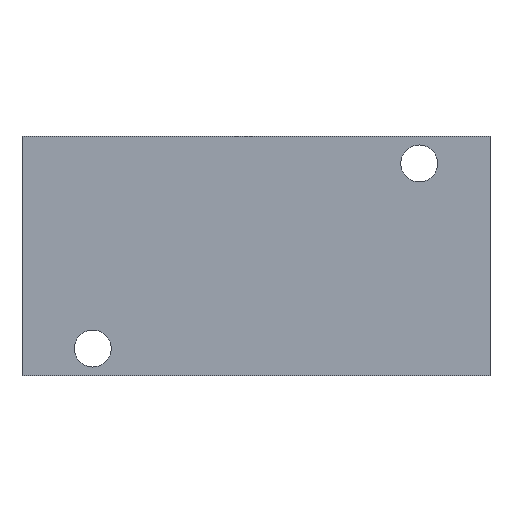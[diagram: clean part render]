
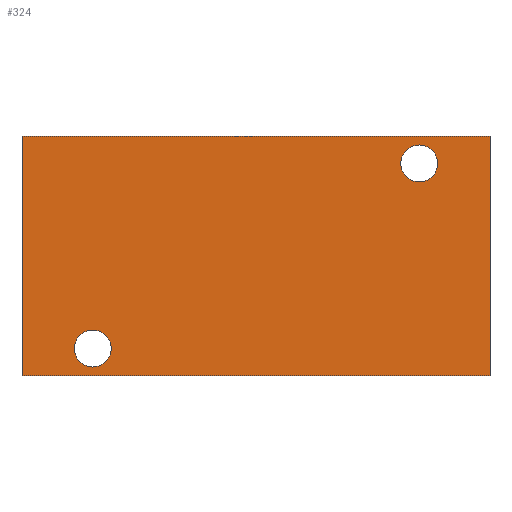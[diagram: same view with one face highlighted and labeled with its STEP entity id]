
A CAD part, front view. The second image highlights one B-rep face of the part: STEP entity #324.
In plain terms, the highlighted planar face has unit normal (0, -1, 0).
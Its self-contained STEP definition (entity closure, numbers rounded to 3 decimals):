
#8 = EDGE_LOOP ( 'NONE', ( #98, #15, #350, #42 ) ) ;
#9 = CARTESIAN_POINT ( 'NONE',  ( 0., 0., 0. ) ) ;
#10 = VERTEX_POINT ( 'NONE', #213 ) ;
#15 = ORIENTED_EDGE ( 'NONE', *, *, #254, .F. ) ;
#21 = FACE_BOUND ( 'NONE', #326, .T. ) ;
#28 = DIRECTION ( 'NONE',  ( 0., 1., 0. ) ) ;
#29 = VERTEX_POINT ( 'NONE', #196 ) ;
#34 = CARTESIAN_POINT ( 'NONE',  ( 43., 0., -22. ) ) ;
#39 = CIRCLE ( 'NONE', #338, 1.7 ) ;
#42 = ORIENTED_EDGE ( 'NONE', *, *, #251, .F. ) ;
#44 = DIRECTION ( 'NONE',  ( 1., 0., 0. ) ) ;
#47 = CARTESIAN_POINT ( 'NONE',  ( 6.5, 0., -17.8 ) ) ;
#48 = DIRECTION ( 'NONE',  ( 0., 1., 0. ) ) ;
#53 = FACE_BOUND ( 'NONE', #309, .T. ) ;
#57 = CARTESIAN_POINT ( 'NONE',  ( 43., 0., 0. ) ) ;
#61 = DIRECTION ( 'NONE',  ( 0., 0., 1. ) ) ;
#71 = EDGE_CURVE ( 'NONE', #10, #221, #39, .T. ) ;
#81 = CARTESIAN_POINT ( 'NONE',  ( 36.5, 0., -4.2 ) ) ;
#87 = CIRCLE ( 'NONE', #134, 1.7 ) ;
#94 = CARTESIAN_POINT ( 'NONE',  ( 6.5, 0., -19.5 ) ) ;
#98 = ORIENTED_EDGE ( 'NONE', *, *, #138, .F. ) ;
#100 = VERTEX_POINT ( 'NONE', #201 ) ;
#103 = VECTOR ( 'NONE', #125, 1000. ) ;
#111 = EDGE_CURVE ( 'NONE', #263, #169, #220, .T. ) ;
#113 = DIRECTION ( 'NONE',  ( 0., -1., 0. ) ) ;
#119 = DIRECTION ( 'NONE',  ( 0., 0., 1. ) ) ;
#124 = AXIS2_PLACEMENT_3D ( 'NONE', #323, #244, #119 ) ;
#125 = DIRECTION ( 'NONE',  ( 0., 0., 1. ) ) ;
#126 = ORIENTED_EDGE ( 'NONE', *, *, #266, .T. ) ;
#134 = AXIS2_PLACEMENT_3D ( 'NONE', #94, #303, #304 ) ;
#137 = ORIENTED_EDGE ( 'NONE', *, *, #187, .T. ) ;
#138 = EDGE_CURVE ( 'NONE', #100, #252, #247, .T. ) ;
#160 = LINE ( 'NONE', #162, #327 ) ;
#162 = CARTESIAN_POINT ( 'NONE',  ( 0., 0., -22. ) ) ;
#169 = VERTEX_POINT ( 'NONE', #34 ) ;
#173 = DIRECTION ( 'NONE',  ( 0., 0., -1. ) ) ;
#181 = AXIS2_PLACEMENT_3D ( 'NONE', #348, #48, #325 ) ;
#185 = LINE ( 'NONE', #317, #293 ) ;
#187 = EDGE_CURVE ( 'NONE', #269, #29, #87, .T. ) ;
#196 = CARTESIAN_POINT ( 'NONE',  ( 6.5, 0., -21.2 ) ) ;
#197 = FACE_OUTER_BOUND ( 'NONE', #8, .T. ) ;
#201 = CARTESIAN_POINT ( 'NONE',  ( 0., 0., -22. ) ) ;
#213 = CARTESIAN_POINT ( 'NONE',  ( 36.5, 0., -0.8 ) ) ;
#219 = DIRECTION ( 'NONE',  ( 0., 0., -1. ) ) ;
#220 = LINE ( 'NONE', #57, #222 ) ;
#221 = VERTEX_POINT ( 'NONE', #81 ) ;
#222 = VECTOR ( 'NONE', #173, 1000. ) ;
#240 = CARTESIAN_POINT ( 'NONE',  ( 0., 0., 0. ) ) ;
#241 = CARTESIAN_POINT ( 'NONE',  ( 36.5, 0., -2.5 ) ) ;
#244 = DIRECTION ( 'NONE',  ( 0., 1., 0. ) ) ;
#247 = LINE ( 'NONE', #9, #103 ) ;
#251 = EDGE_CURVE ( 'NONE', #252, #263, #185, .T. ) ;
#252 = VERTEX_POINT ( 'NONE', #282 ) ;
#254 = EDGE_CURVE ( 'NONE', #169, #100, #160, .T. ) ;
#263 = VERTEX_POINT ( 'NONE', #319 ) ;
#266 = EDGE_CURVE ( 'NONE', #221, #10, #343, .T. ) ;
#269 = VERTEX_POINT ( 'NONE', #47 ) ;
#270 = CIRCLE ( 'NONE', #124, 1.7 ) ;
#282 = CARTESIAN_POINT ( 'NONE',  ( 0., 0., 0. ) ) ;
#290 = PLANE ( 'NONE',  #339 ) ;
#293 = VECTOR ( 'NONE', #44, 1000. ) ;
#303 = DIRECTION ( 'NONE',  ( 0., 1., 0. ) ) ;
#304 = DIRECTION ( 'NONE',  ( 0., 0., 1. ) ) ;
#309 = EDGE_LOOP ( 'NONE', ( #126, #313 ) ) ;
#313 = ORIENTED_EDGE ( 'NONE', *, *, #71, .T. ) ;
#317 = CARTESIAN_POINT ( 'NONE',  ( 0., 0., 0. ) ) ;
#319 = CARTESIAN_POINT ( 'NONE',  ( 43., 0., 0. ) ) ;
#323 = CARTESIAN_POINT ( 'NONE',  ( 6.5, 0., -19.5 ) ) ;
#324 = ADVANCED_FACE ( 'NONE', ( #21, #197, #53 ), #290, .T. ) ;
#325 = DIRECTION ( 'NONE',  ( 0., 0., 1. ) ) ;
#326 = EDGE_LOOP ( 'NONE', ( #336, #137 ) ) ;
#327 = VECTOR ( 'NONE', #342, 1000. ) ;
#331 = EDGE_CURVE ( 'NONE', #29, #269, #270, .T. ) ;
#336 = ORIENTED_EDGE ( 'NONE', *, *, #331, .T. ) ;
#338 = AXIS2_PLACEMENT_3D ( 'NONE', #241, #28, #61 ) ;
#339 = AXIS2_PLACEMENT_3D ( 'NONE', #240, #113, #219 ) ;
#342 = DIRECTION ( 'NONE',  ( -1., 0., 0. ) ) ;
#343 = CIRCLE ( 'NONE', #181, 1.7 ) ;
#348 = CARTESIAN_POINT ( 'NONE',  ( 36.5, 0., -2.5 ) ) ;
#350 = ORIENTED_EDGE ( 'NONE', *, *, #111, .F. ) ;
